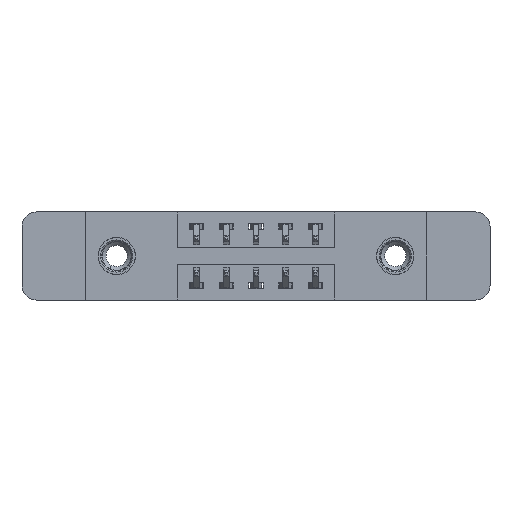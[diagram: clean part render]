
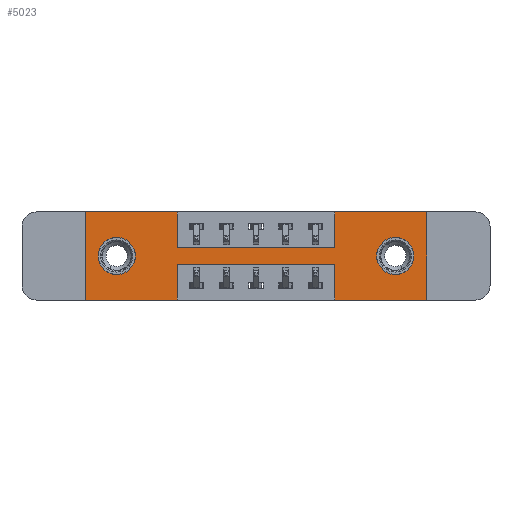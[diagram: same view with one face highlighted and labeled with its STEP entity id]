
A CAD part, front view. The second image highlights one B-rep face of the part: STEP entity #5023.
In plain terms, the highlighted planar face has unit normal (0, -1, 0).
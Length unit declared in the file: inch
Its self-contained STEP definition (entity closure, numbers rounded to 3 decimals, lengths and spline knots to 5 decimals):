
#66 = VECTOR ( 'NONE', #5729, 39.37008 ) ;
#70 = CARTESIAN_POINT ( 'NONE',  ( 0.1325, 0., -0.263 ) ) ;
#133 = VERTEX_POINT ( 'NONE', #13632 ) ;
#299 = CARTESIAN_POINT ( 'NONE',  ( 1.0475, 0., -0.37 ) ) ;
#354 = VERTEX_POINT ( 'NONE', #6429 ) ;
#463 = CARTESIAN_POINT ( 'NONE',  ( 0.1325, 0., -0.185 ) ) ;
#500 = EDGE_CURVE ( 'NONE', #5075, #2351, #6641, .T. ) ;
#600 = EDGE_CURVE ( 'NONE', #13040, #1716, #8260, .T. ) ;
#649 = DIRECTION ( 'NONE',  ( 0., -1., 0. ) ) ;
#853 = EDGE_CURVE ( 'NONE', #5416, #5479, #13829, .T. ) ;
#874 = CARTESIAN_POINT ( 'NONE',  ( 1.3025, 0., -0.263 ) ) ;
#957 = CARTESIAN_POINT ( 'NONE',  ( 1.3025, 0., -0.107 ) ) ;
#995 = CARTESIAN_POINT ( 'NONE',  ( 0.3875, 0., -0.22 ) ) ;
#1150 = LINE ( 'NONE', #5505, #12006 ) ;
#1151 = AXIS2_PLACEMENT_3D ( 'NONE', #9642, #3101, #7447 ) ;
#1565 = CARTESIAN_POINT ( 'NONE',  ( 0.3875, 0., -0.15 ) ) ;
#1586 = ORIENTED_EDGE ( 'NONE', *, *, #853, .F. ) ;
#1716 = VERTEX_POINT ( 'NONE', #5591 ) ;
#1720 = FACE_BOUND ( 'NONE', #14095, .T. ) ;
#1728 = AXIS2_PLACEMENT_3D ( 'NONE', #8672, #14030, #5189 ) ;
#2006 = AXIS2_PLACEMENT_3D ( 'NONE', #10380, #649, #9183 ) ;
#2084 = ORIENTED_EDGE ( 'NONE', *, *, #3642, .F. ) ;
#2317 = DIRECTION ( 'NONE',  ( 1., 0., 0. ) ) ;
#2351 = VERTEX_POINT ( 'NONE', #7465 ) ;
#2773 = CARTESIAN_POINT ( 'NONE',  ( 0.3875, 0., -0.15 ) ) ;
#2909 = CARTESIAN_POINT ( 'NONE',  ( 1.435, 0., 0. ) ) ;
#3101 = DIRECTION ( 'NONE',  ( 0., 1., 0. ) ) ;
#3350 = DIRECTION ( 'NONE',  ( 1., 0., 0. ) ) ;
#3460 = LINE ( 'NONE', #3590, #9694 ) ;
#3489 = EDGE_CURVE ( 'NONE', #12545, #9825, #3460, .T. ) ;
#3495 = ORIENTED_EDGE ( 'NONE', *, *, #13926, .F. ) ;
#3590 = CARTESIAN_POINT ( 'NONE',  ( 0., 0., 0. ) ) ;
#3642 = EDGE_CURVE ( 'NONE', #1716, #354, #7569, .T. ) ;
#3760 = VECTOR ( 'NONE', #3350, 39.37008 ) ;
#3829 = VECTOR ( 'NONE', #13996, 39.37008 ) ;
#3908 = ORIENTED_EDGE ( 'NONE', *, *, #3489, .F. ) ;
#4065 = CARTESIAN_POINT ( 'NONE',  ( 0., 0., 0. ) ) ;
#4109 = CIRCLE ( 'NONE', #1151, 0.078 ) ;
#4151 = DIRECTION ( 'NONE',  ( -1., 0., 0. ) ) ;
#4227 = VERTEX_POINT ( 'NONE', #5972 ) ;
#4325 = EDGE_LOOP ( 'NONE', ( #6452, #8761 ) ) ;
#4416 = CARTESIAN_POINT ( 'NONE',  ( 0., 0., 0. ) ) ;
#4437 = VECTOR ( 'NONE', #5232, 39.37008 ) ;
#4611 = ORIENTED_EDGE ( 'NONE', *, *, #12179, .F. ) ;
#4735 = EDGE_CURVE ( 'NONE', #133, #5416, #11917, .T. ) ;
#5023 = ADVANCED_FACE ( 'NONE', ( #11468, #1720, #6073 ), #12337, .T. ) ;
#5075 = VERTEX_POINT ( 'NONE', #8476 ) ;
#5103 = EDGE_CURVE ( 'NONE', #2351, #13040, #12893, .T. ) ;
#5152 = LINE ( 'NONE', #12992, #4437 ) ;
#5189 = DIRECTION ( 'NONE',  ( 0., 0., -1. ) ) ;
#5232 = DIRECTION ( 'NONE',  ( 0., 0., -1. ) ) ;
#5251 = LINE ( 'NONE', #10634, #10734 ) ;
#5416 = VERTEX_POINT ( 'NONE', #11523 ) ;
#5421 = DIRECTION ( 'NONE',  ( -1., 0., 0. ) ) ;
#5479 = VERTEX_POINT ( 'NONE', #2909 ) ;
#5505 = CARTESIAN_POINT ( 'NONE',  ( 0., 0., 0. ) ) ;
#5591 = CARTESIAN_POINT ( 'NONE',  ( 0.3875, 0., -0.37 ) ) ;
#5729 = DIRECTION ( 'NONE',  ( 0., 0., 1. ) ) ;
#5972 = CARTESIAN_POINT ( 'NONE',  ( 0.1325, 0., -0.107 ) ) ;
#6047 = EDGE_CURVE ( 'NONE', #4227, #6962, #11602, .T. ) ;
#6073 = FACE_OUTER_BOUND ( 'NONE', #6861, .T. ) ;
#6268 = DIRECTION ( 'NONE',  ( 1., 0., 0. ) ) ;
#6322 = ORIENTED_EDGE ( 'NONE', *, *, #12611, .F. ) ;
#6422 = CARTESIAN_POINT ( 'NONE',  ( 0.1325, 0., -0.185 ) ) ;
#6429 = CARTESIAN_POINT ( 'NONE',  ( 0., 0., -0.37 ) ) ;
#6452 = ORIENTED_EDGE ( 'NONE', *, *, #7320, .T. ) ;
#6641 = LINE ( 'NONE', #299, #66 ) ;
#6773 = VERTEX_POINT ( 'NONE', #2773 ) ;
#6861 = EDGE_LOOP ( 'NONE', ( #7348, #6988, #11752, #10599, #3495, #1586, #10331, #13937, #4611, #3908, #6322, #2084 ) ) ;
#6962 = VERTEX_POINT ( 'NONE', #70 ) ;
#6988 = ORIENTED_EDGE ( 'NONE', *, *, #5103, .F. ) ;
#7264 = VECTOR ( 'NONE', #8707, 39.37008 ) ;
#7301 = VERTEX_POINT ( 'NONE', #14018 ) ;
#7320 = EDGE_CURVE ( 'NONE', #13887, #7711, #4109, .T. ) ;
#7348 = ORIENTED_EDGE ( 'NONE', *, *, #600, .F. ) ;
#7396 = ORIENTED_EDGE ( 'NONE', *, *, #7626, .T. ) ;
#7447 = DIRECTION ( 'NONE',  ( 0., 0., -1. ) ) ;
#7465 = CARTESIAN_POINT ( 'NONE',  ( 1.0475, 0., -0.22 ) ) ;
#7569 = LINE ( 'NONE', #9475, #9031 ) ;
#7626 = EDGE_CURVE ( 'NONE', #6962, #4227, #12003, .T. ) ;
#7711 = VERTEX_POINT ( 'NONE', #874 ) ;
#8097 = VECTOR ( 'NONE', #6268, 39.37008 ) ;
#8260 = LINE ( 'NONE', #11397, #8725 ) ;
#8476 = CARTESIAN_POINT ( 'NONE',  ( 1.0475, 0., -0.37 ) ) ;
#8623 = DIRECTION ( 'NONE',  ( 0., 1., 0. ) ) ;
#8672 = CARTESIAN_POINT ( 'NONE',  ( 1.3025, 0., -0.185 ) ) ;
#8707 = DIRECTION ( 'NONE',  ( 0., 0., -1. ) ) ;
#8725 = VECTOR ( 'NONE', #12689, 39.37008 ) ;
#8761 = ORIENTED_EDGE ( 'NONE', *, *, #11778, .T. ) ;
#9025 = CIRCLE ( 'NONE', #1728, 0.078 ) ;
#9031 = VECTOR ( 'NONE', #4151, 39.37008 ) ;
#9183 = DIRECTION ( 'NONE',  ( 0., 0., -1. ) ) ;
#9208 = DIRECTION ( 'NONE',  ( 0., 1., 0. ) ) ;
#9475 = CARTESIAN_POINT ( 'NONE',  ( 0., 0., -0.37 ) ) ;
#9619 = CARTESIAN_POINT ( 'NONE',  ( 1.0475, 0., 0. ) ) ;
#9642 = CARTESIAN_POINT ( 'NONE',  ( 1.3025, 0., -0.185 ) ) ;
#9694 = VECTOR ( 'NONE', #2317, 39.37008 ) ;
#9766 = CARTESIAN_POINT ( 'NONE',  ( 0.3875, 0., 0. ) ) ;
#9820 = DIRECTION ( 'NONE',  ( 0., 0., 1. ) ) ;
#9825 = VERTEX_POINT ( 'NONE', #13464 ) ;
#10252 = ORIENTED_EDGE ( 'NONE', *, *, #6047, .T. ) ;
#10331 = ORIENTED_EDGE ( 'NONE', *, *, #4735, .F. ) ;
#10380 = CARTESIAN_POINT ( 'NONE',  ( 0., 0., -0.37 ) ) ;
#10599 = ORIENTED_EDGE ( 'NONE', *, *, #13496, .F. ) ;
#10634 = CARTESIAN_POINT ( 'NONE',  ( 0., 0., -0.37 ) ) ;
#10734 = VECTOR ( 'NONE', #12737, 39.37008 ) ;
#10911 = AXIS2_PLACEMENT_3D ( 'NONE', #463, #9208, #13643 ) ;
#11306 = LINE ( 'NONE', #1565, #8097 ) ;
#11397 = CARTESIAN_POINT ( 'NONE',  ( 0.3875, 0., -0.37 ) ) ;
#11468 = FACE_BOUND ( 'NONE', #4325, .T. ) ;
#11523 = CARTESIAN_POINT ( 'NONE',  ( 1.0475, 0., 0. ) ) ;
#11555 = AXIS2_PLACEMENT_3D ( 'NONE', #6422, #8623, #11697 ) ;
#11602 = CIRCLE ( 'NONE', #10911, 0.078 ) ;
#11689 = CARTESIAN_POINT ( 'NONE',  ( 0.3875, 0., -0.22 ) ) ;
#11697 = DIRECTION ( 'NONE',  ( 0., 0., 1. ) ) ;
#11752 = ORIENTED_EDGE ( 'NONE', *, *, #500, .F. ) ;
#11778 = EDGE_CURVE ( 'NONE', #7711, #13887, #9025, .T. ) ;
#11917 = LINE ( 'NONE', #9619, #3829 ) ;
#12003 = CIRCLE ( 'NONE', #11555, 0.078 ) ;
#12006 = VECTOR ( 'NONE', #9820, 39.37008 ) ;
#12179 = EDGE_CURVE ( 'NONE', #9825, #6773, #12910, .T. ) ;
#12337 = PLANE ( 'NONE',  #2006 ) ;
#12545 = VERTEX_POINT ( 'NONE', #4416 ) ;
#12611 = EDGE_CURVE ( 'NONE', #354, #12545, #1150, .T. ) ;
#12689 = DIRECTION ( 'NONE',  ( 0., 0., -1. ) ) ;
#12729 = VECTOR ( 'NONE', #5421, 39.37008 ) ;
#12737 = DIRECTION ( 'NONE',  ( -1., 0., 0. ) ) ;
#12893 = LINE ( 'NONE', #11689, #12729 ) ;
#12910 = LINE ( 'NONE', #9766, #7264 ) ;
#12950 = EDGE_CURVE ( 'NONE', #6773, #133, #11306, .T. ) ;
#12992 = CARTESIAN_POINT ( 'NONE',  ( 1.435, 0., 0. ) ) ;
#13040 = VERTEX_POINT ( 'NONE', #995 ) ;
#13464 = CARTESIAN_POINT ( 'NONE',  ( 0.3875, 0., 0. ) ) ;
#13496 = EDGE_CURVE ( 'NONE', #7301, #5075, #5251, .T. ) ;
#13632 = CARTESIAN_POINT ( 'NONE',  ( 1.0475, 0., -0.15 ) ) ;
#13643 = DIRECTION ( 'NONE',  ( 0., 0., 1. ) ) ;
#13829 = LINE ( 'NONE', #4065, #3760 ) ;
#13887 = VERTEX_POINT ( 'NONE', #957 ) ;
#13926 = EDGE_CURVE ( 'NONE', #5479, #7301, #5152, .T. ) ;
#13937 = ORIENTED_EDGE ( 'NONE', *, *, #12950, .F. ) ;
#13996 = DIRECTION ( 'NONE',  ( 0., 0., 1. ) ) ;
#14018 = CARTESIAN_POINT ( 'NONE',  ( 1.435, 0., -0.37 ) ) ;
#14030 = DIRECTION ( 'NONE',  ( 0., 1., 0. ) ) ;
#14095 = EDGE_LOOP ( 'NONE', ( #10252, #7396 ) ) ;
